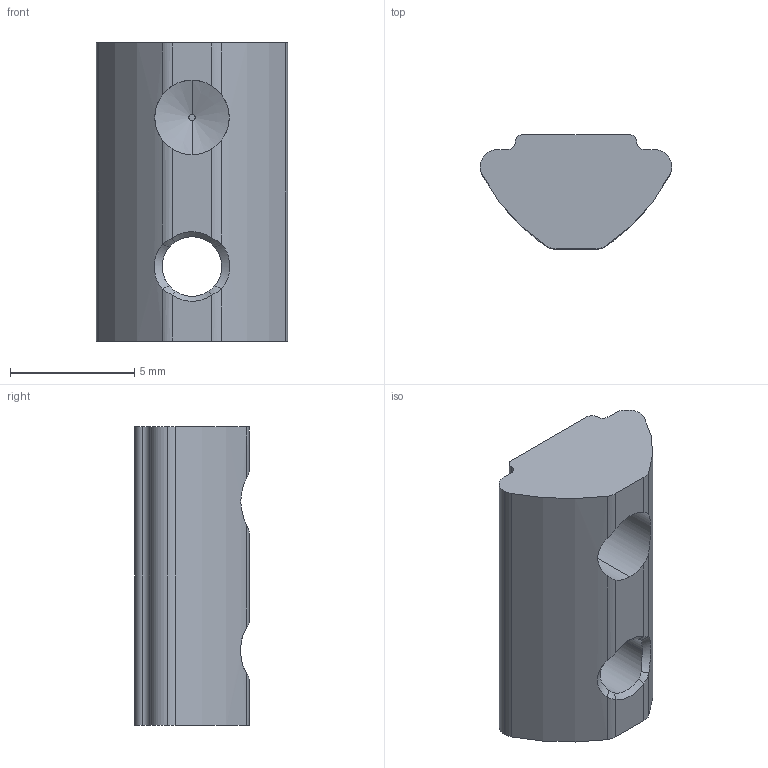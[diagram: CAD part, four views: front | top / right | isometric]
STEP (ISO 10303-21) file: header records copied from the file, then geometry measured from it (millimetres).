
FILE_DESCRIPTION(('STEP AP214'),'1');
FILE_NAME('fath_096213.stp','2017-04-24T02:16:19',('TraceParts'),('TraceParts S.A.'),'Spatial InterOp 3D',' ',' ');
FILE_SCHEMA(('automotive_design'));
Length unit declared in the file: millimetre
Products named in the file (1): fath_096213
Bounding box: 7.7 x 4.6 x 12 mm (x, y, z)
Volume: 265.4 mm3; surface area: 353.9 mm2
Topology: 1 solids, 1 shells, 39 faces, 104 edges, 66 vertices
Faces by surface type: cylinder 20, plane 9, bspline 6, cone 4
Entity records: 1617 total; most frequent: CARTESIAN_POINT 344, ORIENTED_EDGE 208, DIRECTION 182, EDGE_CURVE 104, AXIS2_PLACEMENT_3D 72, VERTEX_POINT 66, STYLED_ITEM 40, PRESENTATION_STYLE_ASSIGNMENT 40
